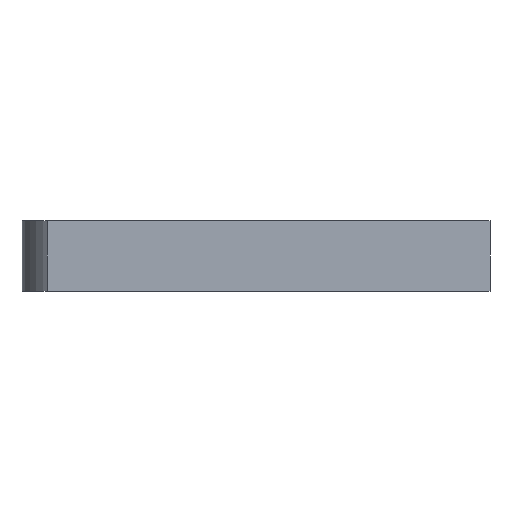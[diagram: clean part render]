
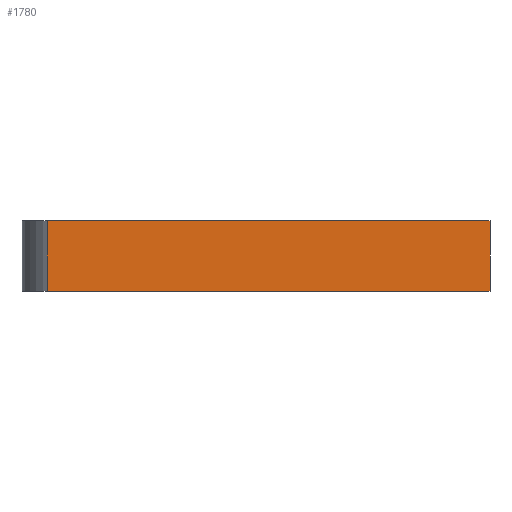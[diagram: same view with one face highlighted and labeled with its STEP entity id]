
A CAD part, front view. The second image highlights one B-rep face of the part: STEP entity #1780.
In plain terms, the highlighted planar face has unit normal (0, -1, 0).
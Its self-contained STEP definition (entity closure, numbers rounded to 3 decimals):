
#158 = CARTESIAN_POINT ( 'NONE',  ( 16.828, -1.976, 0. ) ) ;
#167 = PLANE ( 'NONE',  #609 ) ;
#293 = EDGE_LOOP ( 'NONE', ( #424, #811, #1652, #1259 ) ) ;
#414 = CARTESIAN_POINT ( 'NONE',  ( 16.828, -1.976, 0. ) ) ;
#424 = ORIENTED_EDGE ( 'NONE', *, *, #772, .T. ) ;
#458 = LINE ( 'NONE', #873, #886 ) ;
#460 = CARTESIAN_POINT ( 'NONE',  ( 16.828, -1.976, 3. ) ) ;
#587 = EDGE_CURVE ( 'NONE', #1177, #1749, #1200, .T. ) ;
#606 = CARTESIAN_POINT ( 'NONE',  ( 16.828, -1.976, 3. ) ) ;
#609 = AXIS2_PLACEMENT_3D ( 'NONE', #606, #1208, #755 ) ;
#744 = LINE ( 'NONE', #934, #1825 ) ;
#755 = DIRECTION ( 'NONE',  ( -1., 0., 0. ) ) ;
#772 = EDGE_CURVE ( 'NONE', #1595, #1749, #845, .T. ) ;
#811 = ORIENTED_EDGE ( 'NONE', *, *, #587, .F. ) ;
#825 = VERTEX_POINT ( 'NONE', #1429 ) ;
#845 = LINE ( 'NONE', #414, #1761 ) ;
#873 = CARTESIAN_POINT ( 'NONE',  ( -1.955, -1.976, 3. ) ) ;
#886 = VECTOR ( 'NONE', #1633, 1000. ) ;
#909 = DIRECTION ( 'NONE',  ( 0., 0., -1. ) ) ;
#934 = CARTESIAN_POINT ( 'NONE',  ( -1.955, -1.976, 3. ) ) ;
#964 = EDGE_CURVE ( 'NONE', #825, #1177, #458, .T. ) ;
#1057 = DIRECTION ( 'NONE',  ( 0., 0., -1. ) ) ;
#1173 = VECTOR ( 'NONE', #1057, 1000. ) ;
#1177 = VERTEX_POINT ( 'NONE', #1768 ) ;
#1200 = LINE ( 'NONE', #460, #1173 ) ;
#1208 = DIRECTION ( 'NONE',  ( 0., 1., 0. ) ) ;
#1259 = ORIENTED_EDGE ( 'NONE', *, *, #1365, .T. ) ;
#1311 = DIRECTION ( 'NONE',  ( 1., 0., 0. ) ) ;
#1365 = EDGE_CURVE ( 'NONE', #825, #1595, #744, .T. ) ;
#1429 = CARTESIAN_POINT ( 'NONE',  ( -1.955, -1.976, 3. ) ) ;
#1495 = FACE_OUTER_BOUND ( 'NONE', #293, .T. ) ;
#1595 = VERTEX_POINT ( 'NONE', #1888 ) ;
#1633 = DIRECTION ( 'NONE',  ( 1., 0., 0. ) ) ;
#1652 = ORIENTED_EDGE ( 'NONE', *, *, #964, .F. ) ;
#1749 = VERTEX_POINT ( 'NONE', #158 ) ;
#1761 = VECTOR ( 'NONE', #1311, 1000. ) ;
#1768 = CARTESIAN_POINT ( 'NONE',  ( 16.828, -1.976, 3. ) ) ;
#1780 = ADVANCED_FACE ( 'NONE', ( #1495 ), #167, .F. ) ;
#1825 = VECTOR ( 'NONE', #909, 1000. ) ;
#1888 = CARTESIAN_POINT ( 'NONE',  ( -1.955, -1.976, 0. ) ) ;
